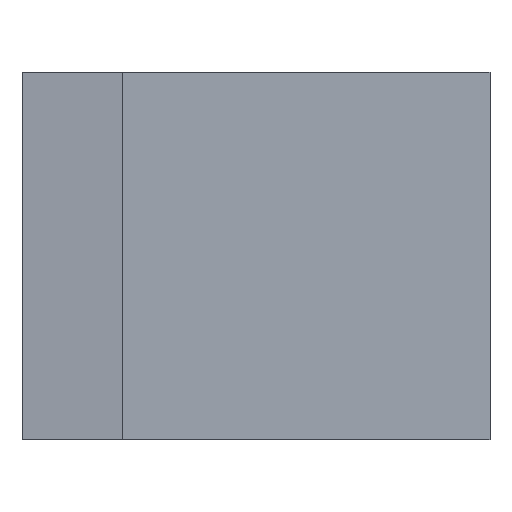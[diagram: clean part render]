
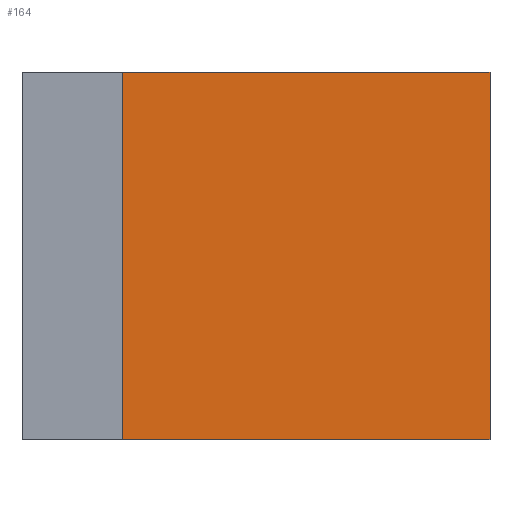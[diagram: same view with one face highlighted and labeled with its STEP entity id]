
A CAD part, top view. The second image highlights one B-rep face of the part: STEP entity #164.
In plain terms, the highlighted planar face has unit normal (0, 0, 1).
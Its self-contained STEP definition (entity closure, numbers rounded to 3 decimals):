
#13 = DIRECTION ( 'NONE',  ( -1., 0., 0. ) ) ;
#25 = CARTESIAN_POINT ( 'NONE',  ( 13.75, 50., 15. ) ) ;
#30 = VECTOR ( 'NONE', #249, 1000. ) ;
#38 = FACE_OUTER_BOUND ( 'NONE', #46, .T. ) ;
#43 = ORIENTED_EDGE ( 'NONE', *, *, #225, .F. ) ;
#44 = DIRECTION ( 'NONE',  ( 0., -1., 0. ) ) ;
#45 = VECTOR ( 'NONE', #44, 1000. ) ;
#46 = EDGE_LOOP ( 'NONE', ( #58, #43, #214, #122 ) ) ;
#51 = EDGE_CURVE ( 'NONE', #162, #117, #182, .T. ) ;
#52 = VERTEX_POINT ( 'NONE', #201 ) ;
#55 = EDGE_CURVE ( 'NONE', #162, #106, #144, .T. ) ;
#58 = ORIENTED_EDGE ( 'NONE', *, *, #108, .T. ) ;
#62 = CARTESIAN_POINT ( 'NONE',  ( 13.75, 50., 15. ) ) ;
#95 = CARTESIAN_POINT ( 'NONE',  ( 63.75, 50., 15. ) ) ;
#106 = VERTEX_POINT ( 'NONE', #209 ) ;
#108 = EDGE_CURVE ( 'NONE', #117, #52, #175, .T. ) ;
#112 = DIRECTION ( 'NONE',  ( 1., 0., 0. ) ) ;
#117 = VERTEX_POINT ( 'NONE', #173 ) ;
#118 = LINE ( 'NONE', #95, #45 ) ;
#122 = ORIENTED_EDGE ( 'NONE', *, *, #51, .T. ) ;
#144 = LINE ( 'NONE', #62, #30 ) ;
#147 = PLANE ( 'NONE',  #207 ) ;
#162 = VERTEX_POINT ( 'NONE', #206 ) ;
#164 = ADVANCED_FACE ( 'NONE', ( #38 ), #147, .F. ) ;
#172 = VECTOR ( 'NONE', #228, 1000. ) ;
#173 = CARTESIAN_POINT ( 'NONE',  ( 13.75, 0., 15. ) ) ;
#175 = LINE ( 'NONE', #252, #180 ) ;
#180 = VECTOR ( 'NONE', #112, 1000. ) ;
#182 = LINE ( 'NONE', #25, #172 ) ;
#188 = CARTESIAN_POINT ( 'NONE',  ( 13.75, 50., 15. ) ) ;
#190 = DIRECTION ( 'NONE',  ( 0., 0., -1. ) ) ;
#201 = CARTESIAN_POINT ( 'NONE',  ( 63.75, 0., 15. ) ) ;
#206 = CARTESIAN_POINT ( 'NONE',  ( 13.75, 50., 15. ) ) ;
#207 = AXIS2_PLACEMENT_3D ( 'NONE', #188, #190, #13 ) ;
#209 = CARTESIAN_POINT ( 'NONE',  ( 63.75, 50., 15. ) ) ;
#214 = ORIENTED_EDGE ( 'NONE', *, *, #55, .F. ) ;
#225 = EDGE_CURVE ( 'NONE', #106, #52, #118, .T. ) ;
#228 = DIRECTION ( 'NONE',  ( 0., -1., 0. ) ) ;
#249 = DIRECTION ( 'NONE',  ( 1., 0., 0. ) ) ;
#252 = CARTESIAN_POINT ( 'NONE',  ( 13.75, 0., 15. ) ) ;
